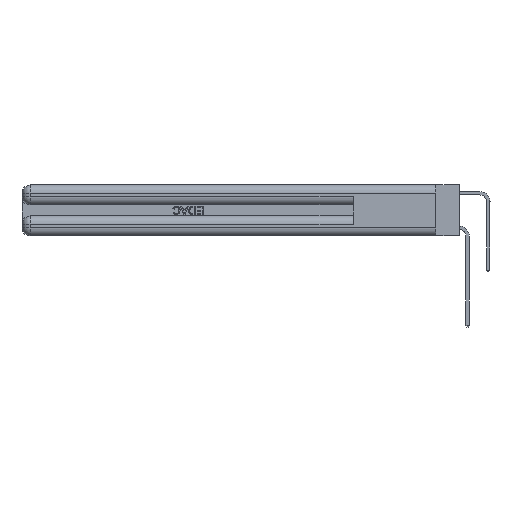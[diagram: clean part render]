
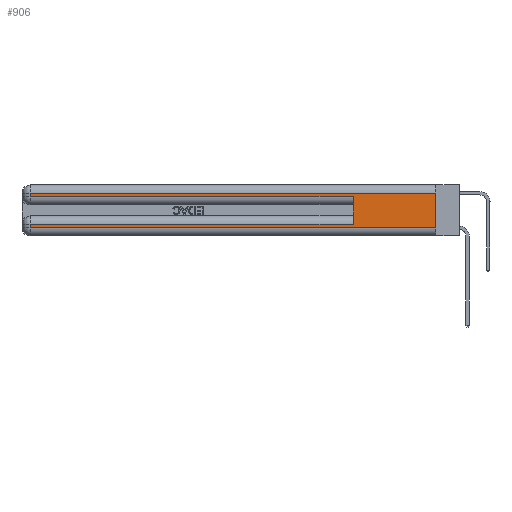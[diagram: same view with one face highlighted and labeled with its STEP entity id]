
A CAD part, left-side view. The second image highlights one B-rep face of the part: STEP entity #906.
In plain terms, the highlighted planar face has unit normal (-1, 0, 0).
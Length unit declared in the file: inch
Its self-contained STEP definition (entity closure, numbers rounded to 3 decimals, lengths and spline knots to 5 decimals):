
#906 = ADVANCED_FACE ( 'NONE', ( #10515 ), #1230, .F. ) ;
#963 = CARTESIAN_POINT ( 'NONE',  ( 0., 2.94, 0.285 ) ) ;
#1134 = ORIENTED_EDGE ( 'NONE', *, *, #11106, .T. ) ;
#1230 = PLANE ( 'NONE',  #26847 ) ;
#2030 = ORIENTED_EDGE ( 'NONE', *, *, #15936, .F. ) ;
#2479 = EDGE_CURVE ( 'NONE', #17878, #33963, #35470, .T. ) ;
#4349 = EDGE_CURVE ( 'NONE', #35795, #6579, #20854, .T. ) ;
#4561 = VECTOR ( 'NONE', #36960, 39.37008 ) ;
#6579 = VERTEX_POINT ( 'NONE', #9517 ) ;
#7387 = CARTESIAN_POINT ( 'NONE',  ( 0., 0., 0.37 ) ) ;
#8031 = CARTESIAN_POINT ( 'NONE',  ( 0., 2.94, 0.085 ) ) ;
#8093 = DIRECTION ( 'NONE',  ( 0., -1., 0. ) ) ;
#8281 = CARTESIAN_POINT ( 'NONE',  ( 0., 0.6, 0.145 ) ) ;
#9517 = CARTESIAN_POINT ( 'NONE',  ( 0., 0.6, 0.285 ) ) ;
#10390 = LINE ( 'NONE', #8281, #4561 ) ;
#10515 = FACE_OUTER_BOUND ( 'NONE', #13718, .T. ) ;
#11106 = EDGE_CURVE ( 'NONE', #17878, #36323, #14761, .T. ) ;
#12359 = EDGE_CURVE ( 'NONE', #35772, #18216, #23220, .T. ) ;
#12534 = VECTOR ( 'NONE', #32694, 39.37008 ) ;
#12628 = CARTESIAN_POINT ( 'NONE',  ( 0., 0., 0.31 ) ) ;
#12915 = CARTESIAN_POINT ( 'NONE',  ( 0., 0., 0.285 ) ) ;
#13718 = EDGE_LOOP ( 'NONE', ( #17369, #1134, #21033, #34840, #2030, #14024, #29662, #36317 ) ) ;
#14024 = ORIENTED_EDGE ( 'NONE', *, *, #12359, .T. ) ;
#14507 = CARTESIAN_POINT ( 'NONE',  ( 0., 0., 0.37 ) ) ;
#14761 = LINE ( 'NONE', #12628, #12534 ) ;
#14893 = CARTESIAN_POINT ( 'NONE',  ( 0., 0.6, 0.085 ) ) ;
#14984 = EDGE_CURVE ( 'NONE', #36323, #35795, #16736, .T. ) ;
#15049 = EDGE_CURVE ( 'NONE', #18216, #16442, #17605, .T. ) ;
#15936 = EDGE_CURVE ( 'NONE', #35772, #6579, #10390, .T. ) ;
#16442 = VERTEX_POINT ( 'NONE', #19825 ) ;
#16736 = LINE ( 'NONE', #32652, #27927 ) ;
#16808 = DIRECTION ( 'NONE',  ( 0., 0., -1. ) ) ;
#17369 = ORIENTED_EDGE ( 'NONE', *, *, #2479, .F. ) ;
#17605 = LINE ( 'NONE', #27378, #23018 ) ;
#17878 = VERTEX_POINT ( 'NONE', #24058 ) ;
#17980 = VECTOR ( 'NONE', #16808, 39.37008 ) ;
#18191 = DIRECTION ( 'NONE',  ( 0., 1., 0. ) ) ;
#18216 = VERTEX_POINT ( 'NONE', #8031 ) ;
#18761 = VECTOR ( 'NONE', #18191, 39.37008 ) ;
#19825 = CARTESIAN_POINT ( 'NONE',  ( 0., 2.94, 0.06 ) ) ;
#20805 = DIRECTION ( 'NONE',  ( 0., -1., 0. ) ) ;
#20854 = LINE ( 'NONE', #12915, #31159 ) ;
#21033 = ORIENTED_EDGE ( 'NONE', *, *, #14984, .T. ) ;
#21806 = DIRECTION ( 'NONE',  ( 0., 0., -1. ) ) ;
#23018 = VECTOR ( 'NONE', #24882, 39.37008 ) ;
#23220 = LINE ( 'NONE', #32464, #18761 ) ;
#23630 = CARTESIAN_POINT ( 'NONE',  ( 0., 0., 0.06 ) ) ;
#24001 = DIRECTION ( 'NONE',  ( 0., 0., -1. ) ) ;
#24058 = CARTESIAN_POINT ( 'NONE',  ( 0., 0., 0.31 ) ) ;
#24882 = DIRECTION ( 'NONE',  ( 0., 0., -1. ) ) ;
#25491 = CARTESIAN_POINT ( 'NONE',  ( 0., 0., 0.06 ) ) ;
#26847 = AXIS2_PLACEMENT_3D ( 'NONE', #7387, #36059, #21806 ) ;
#27378 = CARTESIAN_POINT ( 'NONE',  ( 0., 2.94, 0.37 ) ) ;
#27927 = VECTOR ( 'NONE', #24001, 39.37008 ) ;
#28077 = VECTOR ( 'NONE', #8093, 39.37008 ) ;
#29662 = ORIENTED_EDGE ( 'NONE', *, *, #15049, .T. ) ;
#31159 = VECTOR ( 'NONE', #20805, 39.37008 ) ;
#32464 = CARTESIAN_POINT ( 'NONE',  ( 0., 0., 0.085 ) ) ;
#32652 = CARTESIAN_POINT ( 'NONE',  ( 0., 2.94, 0.37 ) ) ;
#32694 = DIRECTION ( 'NONE',  ( 0., 1., 0. ) ) ;
#32794 = CARTESIAN_POINT ( 'NONE',  ( 0., 2.94, 0.31 ) ) ;
#33963 = VERTEX_POINT ( 'NONE', #23630 ) ;
#34500 = EDGE_CURVE ( 'NONE', #16442, #33963, #35702, .T. ) ;
#34840 = ORIENTED_EDGE ( 'NONE', *, *, #4349, .T. ) ;
#35470 = LINE ( 'NONE', #14507, #17980 ) ;
#35702 = LINE ( 'NONE', #25491, #28077 ) ;
#35772 = VERTEX_POINT ( 'NONE', #14893 ) ;
#35795 = VERTEX_POINT ( 'NONE', #963 ) ;
#36059 = DIRECTION ( 'NONE',  ( 1., 0., 0. ) ) ;
#36317 = ORIENTED_EDGE ( 'NONE', *, *, #34500, .T. ) ;
#36323 = VERTEX_POINT ( 'NONE', #32794 ) ;
#36960 = DIRECTION ( 'NONE',  ( 0., 0., 1. ) ) ;
